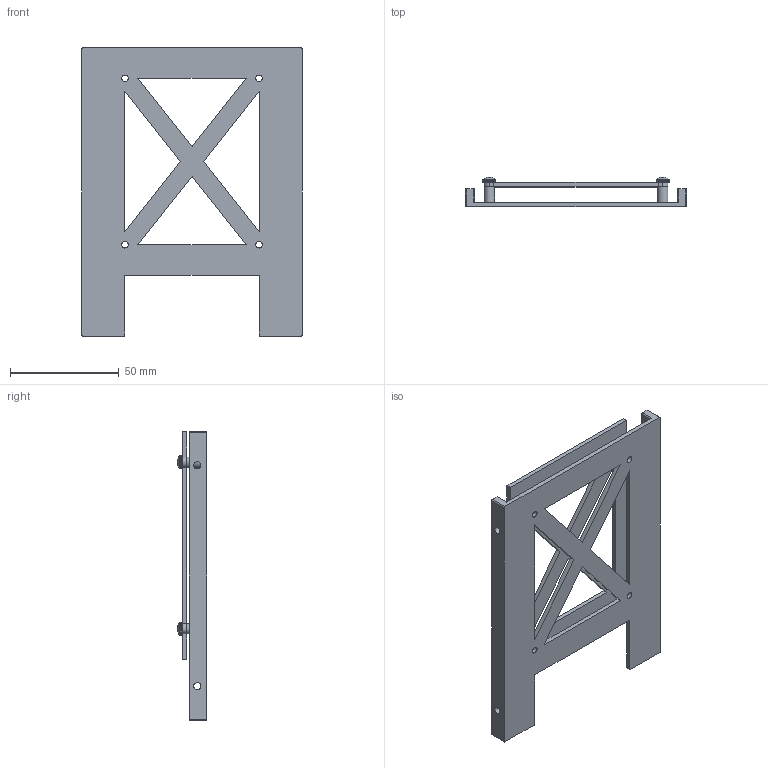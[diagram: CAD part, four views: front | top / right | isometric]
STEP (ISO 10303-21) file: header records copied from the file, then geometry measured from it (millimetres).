
FILE_DESCRIPTION(/* description */ (''),/* implementation_level */ '2;1');
FILE_NAME(/* name */ 'Side Mount 2 - 1 Drive v8.step',/* time_stamp */ '2022-10-27T18:46:28-04:00',/* author */ (''),/* organization */ (''),/* preprocessor_version */ 'ST-DEVELOPER v19.2',/* originating_system */ 'Autodesk Translation Framework v11.17.0.187',/* authorisation */ '');
FILE_SCHEMA (('AUTOMOTIVE_DESIGN { 1 0 10303 214 3 1 1 }'));
Length unit declared in the file: millimetre
Products named in the file (4): Side Mount 2 - 1 Drive; 3.5to2.5; 2nd SSD; 92000A114_Passivated 18-8 Stainless Steel Pan Head Phillips Screws
Assembly tree (6 placements, depth 2):
  Side Mount 2 - 1 Drive
    3.5to2.5
    2nd SSD
    92000A114_Passivated 18-8 Stainless Steel Pan Head Phillips Screws  x4
Bounding box: 101.6 x 13.54 x 132.65 mm (x, y, z)
Volume: 33457 mm3; surface area: 35485.4 mm2
Topology: 6 solids, 6 shells, 314 faces, 850 edges, 564 vertices
Faces by surface type: plane 140, cylinder 126, cone 24, bspline 12, torus 8, sphere 4
Full cylindrical faces by diameter (mm): 2.35 x36, 2.7 x4, 2.8 x4, 3 x40, 3.302 x4, 4.8 x4, 6 x4
Entity records: 7049 total; most frequent: CARTESIAN_POINT 2948, ORIENTED_EDGE 830, DIRECTION 796, EDGE_CURVE 415, VERTEX_POINT 276, AXIS2_PLACEMENT_3D 276, LINE 244, VECTOR 244
